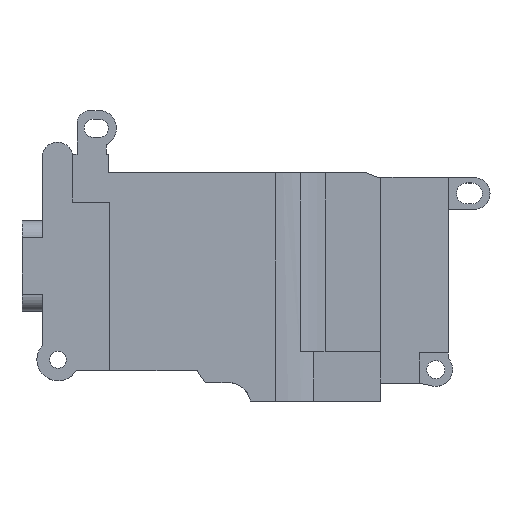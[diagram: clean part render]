
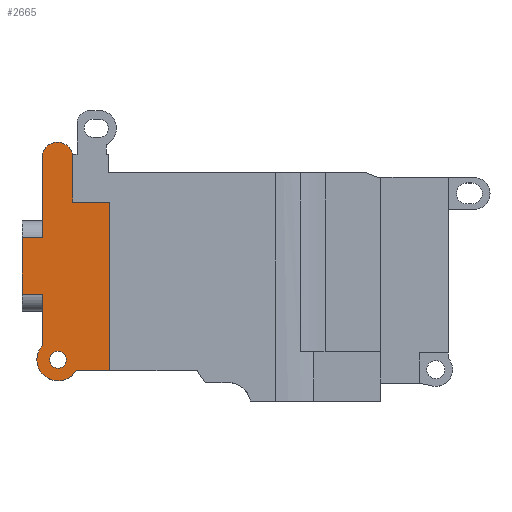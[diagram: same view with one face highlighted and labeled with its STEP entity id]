
A CAD part, top view. The second image highlights one B-rep face of the part: STEP entity #2665.
In plain terms, the highlighted planar face has unit normal (0, 0, 1).
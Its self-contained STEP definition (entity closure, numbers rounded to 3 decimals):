
#14 = EDGE_CURVE ( 'NONE', #20, #821, #678, .T. ) ;
#20 = VERTEX_POINT ( 'NONE', #922 ) ;
#21 = CARTESIAN_POINT ( 'NONE',  ( -15.1, 5.7, 4.2 ) ) ;
#36 = EDGE_CURVE ( 'NONE', #1448, #1801, #2754, .T. ) ;
#62 = VERTEX_POINT ( 'NONE', #988 ) ;
#110 = PLANE ( 'NONE',  #363 ) ;
#133 = LINE ( 'NONE', #1174, #476 ) ;
#184 = AXIS2_PLACEMENT_3D ( 'NONE', #1000, #2819, #1296 ) ;
#208 = CARTESIAN_POINT ( 'NONE',  ( -19.6, 2.519, 4.2 ) ) ;
#249 = DIRECTION ( 'NONE',  ( 0., -1., 0. ) ) ;
#274 = VERTEX_POINT ( 'NONE', #1913 ) ;
#297 = CIRCLE ( 'NONE', #184, 1.877 ) ;
#320 = CARTESIAN_POINT ( 'NONE',  ( -16.45, 9.634, 4.2 ) ) ;
#363 = AXIS2_PLACEMENT_3D ( 'NONE', #928, #2430, #2937 ) ;
#365 = AXIS2_PLACEMENT_3D ( 'NONE', #1313, #1808, #1573 ) ;
#387 = FACE_OUTER_BOUND ( 'NONE', #1779, .T. ) ;
#402 = DIRECTION ( 'NONE',  ( 0., 0., 1. ) ) ;
#416 = CIRCLE ( 'NONE', #365, 0.75 ) ;
#424 = LINE ( 'NONE', #1687, #2194 ) ;
#426 = CARTESIAN_POINT ( 'NONE',  ( -11.8, -12., 4.2 ) ) ;
#476 = VECTOR ( 'NONE', #2217, 1000. ) ;
#558 = LINE ( 'NONE', #2869, #2646 ) ;
#614 = ORIENTED_EDGE ( 'NONE', *, *, #1941, .F. ) ;
#633 = CIRCLE ( 'NONE', #2213, 1.385 ) ;
#661 = ORIENTED_EDGE ( 'NONE', *, *, #1408, .F. ) ;
#678 = LINE ( 'NONE', #1171, #1112 ) ;
#698 = DIRECTION ( 'NONE',  ( 0., -1., 0. ) ) ;
#701 = VERTEX_POINT ( 'NONE', #1197 ) ;
#738 = CARTESIAN_POINT ( 'NONE',  ( -15.1, 5.7, 4.2 ) ) ;
#791 = EDGE_CURVE ( 'NONE', #1562, #3111, #1548, .T. ) ;
#821 = VERTEX_POINT ( 'NONE', #3338 ) ;
#922 = CARTESIAN_POINT ( 'NONE',  ( -17.8, 9.943, 4.2 ) ) ;
#928 = CARTESIAN_POINT ( 'NONE',  ( -16.45, 9.634, 4.2 ) ) ;
#988 = CARTESIAN_POINT ( 'NONE',  ( -19.6, -2.481, 4.2 ) ) ;
#994 = VERTEX_POINT ( 'NONE', #1638 ) ;
#1000 = CARTESIAN_POINT ( 'NONE',  ( -16.4, -8.318, 4.2 ) ) ;
#1031 = ORIENTED_EDGE ( 'NONE', *, *, #791, .F. ) ;
#1039 = EDGE_LOOP ( 'NONE', ( #2606, #2342 ) ) ;
#1112 = VECTOR ( 'NONE', #1723, 1000. ) ;
#1124 = EDGE_CURVE ( 'NONE', #1305, #1411, #2862, .T. ) ;
#1164 = EDGE_CURVE ( 'NONE', #994, #1929, #133, .T. ) ;
#1171 = CARTESIAN_POINT ( 'NONE',  ( -17.8, -7.067, 4.2 ) ) ;
#1174 = CARTESIAN_POINT ( 'NONE',  ( -17.8, -7.067, 4.2 ) ) ;
#1195 = VECTOR ( 'NONE', #1699, 1000. ) ;
#1197 = CARTESIAN_POINT ( 'NONE',  ( -19.6, 2.519, 4.2 ) ) ;
#1229 = DIRECTION ( 'NONE',  ( 0., 0., 1. ) ) ;
#1263 = CARTESIAN_POINT ( 'NONE',  ( -11.8, 5.7, 4.2 ) ) ;
#1273 = EDGE_CURVE ( 'NONE', #1411, #1305, #416, .T. ) ;
#1296 = DIRECTION ( 'NONE',  ( 1., 0., 0. ) ) ;
#1305 = VERTEX_POINT ( 'NONE', #2148 ) ;
#1313 = CARTESIAN_POINT ( 'NONE',  ( -16.4, -8.318, 4.2 ) ) ;
#1341 = CARTESIAN_POINT ( 'NONE',  ( -18.277, -8.318, 4.2 ) ) ;
#1408 = EDGE_CURVE ( 'NONE', #3111, #1448, #424, .T. ) ;
#1411 = VERTEX_POINT ( 'NONE', #1976 ) ;
#1448 = VERTEX_POINT ( 'NONE', #1263 ) ;
#1463 = EDGE_CURVE ( 'NONE', #2929, #274, #297, .T. ) ;
#1485 = CARTESIAN_POINT ( 'NONE',  ( -16.4, -8.318, 4.2 ) ) ;
#1495 = ORIENTED_EDGE ( 'NONE', *, *, #1672, .T. ) ;
#1546 = CARTESIAN_POINT ( 'NONE',  ( -11.8, -9.3, 4.2 ) ) ;
#1548 = LINE ( 'NONE', #21, #2911 ) ;
#1562 = VERTEX_POINT ( 'NONE', #2870 ) ;
#1569 = DIRECTION ( 'NONE',  ( 1., 0., 0. ) ) ;
#1573 = DIRECTION ( 'NONE',  ( 1., 0., 0. ) ) ;
#1578 = ORIENTED_EDGE ( 'NONE', *, *, #3034, .F. ) ;
#1638 = CARTESIAN_POINT ( 'NONE',  ( -17.8, -2.481, 4.2 ) ) ;
#1644 = DIRECTION ( 'NONE',  ( 1., 0., 0. ) ) ;
#1672 = EDGE_CURVE ( 'NONE', #274, #1801, #2431, .T. ) ;
#1673 = DIRECTION ( 'NONE',  ( 1., 0., 0. ) ) ;
#1687 = CARTESIAN_POINT ( 'NONE',  ( -11.8, 5.7, 4.2 ) ) ;
#1699 = DIRECTION ( 'NONE',  ( 1., 0., 0. ) ) ;
#1703 = AXIS2_PLACEMENT_3D ( 'NONE', #1712, #402, #1644 ) ;
#1712 = CARTESIAN_POINT ( 'NONE',  ( -16.4, -8.318, 4.2 ) ) ;
#1723 = DIRECTION ( 'NONE',  ( 0., -1., 0. ) ) ;
#1779 = EDGE_LOOP ( 'NONE', ( #1495, #2068, #661, #1031, #2317, #3134, #1578, #614, #2256, #2922, #3356, #1872 ) ) ;
#1801 = VERTEX_POINT ( 'NONE', #1546 ) ;
#1808 = DIRECTION ( 'NONE',  ( 0., 0., 1. ) ) ;
#1872 = ORIENTED_EDGE ( 'NONE', *, *, #1463, .T. ) ;
#1874 = CARTESIAN_POINT ( 'NONE',  ( -17.8, -7.067, 4.2 ) ) ;
#1913 = CARTESIAN_POINT ( 'NONE',  ( -14.8, -9.3, 4.2 ) ) ;
#1929 = VERTEX_POINT ( 'NONE', #1874 ) ;
#1941 = EDGE_CURVE ( 'NONE', #62, #701, #2882, .T. ) ;
#1976 = CARTESIAN_POINT ( 'NONE',  ( -17.15, -8.318, 4.2 ) ) ;
#1993 = CARTESIAN_POINT ( 'NONE',  ( -4.027, -9.3, 4.2 ) ) ;
#2036 = DIRECTION ( 'NONE',  ( 1., 0., 0. ) ) ;
#2068 = ORIENTED_EDGE ( 'NONE', *, *, #36, .F. ) ;
#2112 = EDGE_CURVE ( 'NONE', #1929, #2929, #3165, .T. ) ;
#2148 = CARTESIAN_POINT ( 'NONE',  ( -15.65, -8.318, 4.2 ) ) ;
#2194 = VECTOR ( 'NONE', #1673, 1000. ) ;
#2199 = VECTOR ( 'NONE', #698, 1000. ) ;
#2211 = VECTOR ( 'NONE', #2848, 1000. ) ;
#2213 = AXIS2_PLACEMENT_3D ( 'NONE', #320, #3123, #2884 ) ;
#2217 = DIRECTION ( 'NONE',  ( 0., -1., 0. ) ) ;
#2248 = VECTOR ( 'NONE', #2036, 1000. ) ;
#2256 = ORIENTED_EDGE ( 'NONE', *, *, #2495, .T. ) ;
#2317 = ORIENTED_EDGE ( 'NONE', *, *, #2457, .T. ) ;
#2342 = ORIENTED_EDGE ( 'NONE', *, *, #1124, .F. ) ;
#2389 = CARTESIAN_POINT ( 'NONE',  ( -19.6, 2.519, 4.2 ) ) ;
#2430 = DIRECTION ( 'NONE',  ( 0., 0., -1. ) ) ;
#2431 = LINE ( 'NONE', #1993, #1195 ) ;
#2457 = EDGE_CURVE ( 'NONE', #1562, #20, #633, .T. ) ;
#2477 = FACE_BOUND ( 'NONE', #1039, .T. ) ;
#2495 = EDGE_CURVE ( 'NONE', #62, #994, #558, .T. ) ;
#2606 = ORIENTED_EDGE ( 'NONE', *, *, #1273, .F. ) ;
#2646 = VECTOR ( 'NONE', #1569, 1000. ) ;
#2665 = ADVANCED_FACE ( 'NONE', ( #387, #2477 ), #110, .F. ) ;
#2737 = DIRECTION ( 'NONE',  ( 1., 0., 0. ) ) ;
#2754 = LINE ( 'NONE', #426, #2199 ) ;
#2819 = DIRECTION ( 'NONE',  ( 0., 0., 1. ) ) ;
#2848 = DIRECTION ( 'NONE',  ( 0., 1., 0. ) ) ;
#2862 = CIRCLE ( 'NONE', #3188, 0.75 ) ;
#2869 = CARTESIAN_POINT ( 'NONE',  ( -19.6, -2.481, 4.2 ) ) ;
#2870 = CARTESIAN_POINT ( 'NONE',  ( -15.1, 9.943, 4.2 ) ) ;
#2882 = LINE ( 'NONE', #2389, #2211 ) ;
#2884 = DIRECTION ( 'NONE',  ( -1., 0., 0. ) ) ;
#2911 = VECTOR ( 'NONE', #249, 1000. ) ;
#2922 = ORIENTED_EDGE ( 'NONE', *, *, #1164, .T. ) ;
#2929 = VERTEX_POINT ( 'NONE', #1341 ) ;
#2937 = DIRECTION ( 'NONE',  ( -1., 0., 0. ) ) ;
#3034 = EDGE_CURVE ( 'NONE', #701, #821, #3265, .T. ) ;
#3111 = VERTEX_POINT ( 'NONE', #738 ) ;
#3123 = DIRECTION ( 'NONE',  ( 0., 0., 1. ) ) ;
#3134 = ORIENTED_EDGE ( 'NONE', *, *, #14, .T. ) ;
#3165 = CIRCLE ( 'NONE', #1703, 1.877 ) ;
#3188 = AXIS2_PLACEMENT_3D ( 'NONE', #1485, #1229, #2737 ) ;
#3265 = LINE ( 'NONE', #208, #2248 ) ;
#3338 = CARTESIAN_POINT ( 'NONE',  ( -17.8, 2.519, 4.2 ) ) ;
#3356 = ORIENTED_EDGE ( 'NONE', *, *, #2112, .T. ) ;
